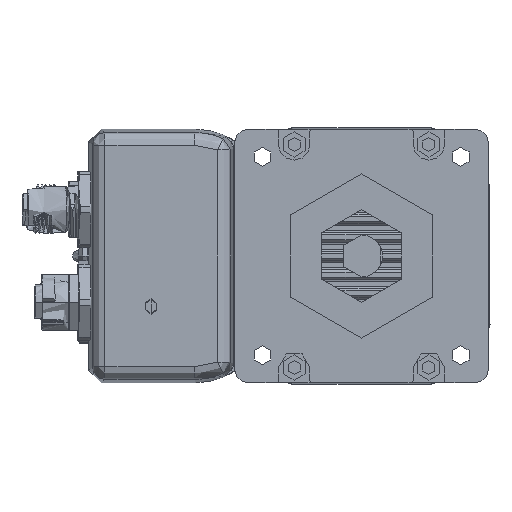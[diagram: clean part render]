
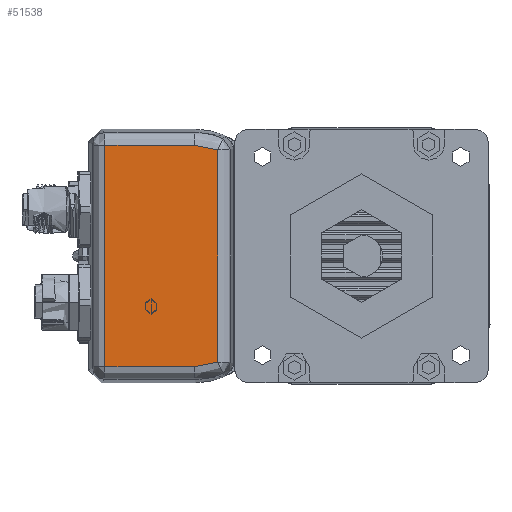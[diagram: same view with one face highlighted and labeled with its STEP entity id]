
A CAD part, front view. The second image highlights one B-rep face of the part: STEP entity #51538.
In plain terms, the highlighted planar face has unit normal (0, 1, 0).
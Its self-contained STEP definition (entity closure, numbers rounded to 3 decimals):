
#16 = CARTESIAN_POINT ( 'NONE',  ( -51.14, 50.391, -13.8 ) ) ;
#725 = ORIENTED_EDGE ( 'NONE', *, *, #22483, .F. ) ;
#980 = CARTESIAN_POINT ( 'NONE',  ( -37.176, 50.391, -12.368 ) ) ;
#2382 = VECTOR ( 'NONE', #4904, 1000. ) ;
#3444 = LINE ( 'NONE', #35014, #55429 ) ;
#3584 = CARTESIAN_POINT ( 'NONE',  ( -43.94, 50.391, -10.2 ) ) ;
#3625 = CARTESIAN_POINT ( 'NONE',  ( -32.53, 50.391, 25.556 ) ) ;
#4904 = DIRECTION ( 'NONE',  ( 0., 0., -1. ) ) ;
#8201 = EDGE_CURVE ( 'NONE', #56403, #46067, #3444, .T. ) ;
#8510 = CARTESIAN_POINT ( 'NONE',  ( -36.227, 50.391, 26.318 ) ) ;
#8696 = CARTESIAN_POINT ( 'NONE',  ( -47.54, 50.391, -10.2 ) ) ;
#8917 = CARTESIAN_POINT ( 'NONE',  ( -31.659, 50.391, 25.181 ) ) ;
#9489 = CARTESIAN_POINT ( 'NONE',  ( -58.496, 50.391, -26.318 ) ) ;
#9738 = ORIENTED_EDGE ( 'NONE', *, *, #13409, .T. ) ;
#10393 = CARTESIAN_POINT ( 'NONE',  ( -51.14, 50.391, -10.2 ) ) ;
#10714 = PLANE ( 'NONE',  #36467 ) ;
#11260 = CARTESIAN_POINT ( 'NONE',  ( -32.531, 50.391, -25.556 ) ) ;
#11942 = CARTESIAN_POINT ( 'NONE',  ( -47.54, 50.391, -13.8 ) ) ;
#12366 = EDGE_CURVE ( 'NONE', #53021, #39897, #13318, .T. ) ;
#13318 = LINE ( 'NONE', #33972, #65205 ) ;
#13409 = EDGE_CURVE ( 'NONE', #30079, #46067, #32705, .T. ) ;
#13745 = CARTESIAN_POINT ( 'NONE',  ( -47.54, 50.391, -13.8 ) ) ;
#13904 = DIRECTION ( 'NONE',  ( -1., 0., 0. ) ) ;
#14144 =( BOUNDED_CURVE ( )  B_SPLINE_CURVE ( 3, ( #8696, #3584, #33797, #13745 ),
 .UNSPECIFIED., .F., .F. ) 
 B_SPLINE_CURVE_WITH_KNOTS ( ( 4, 4 ),
 ( 0., 0.5 ),
 .UNSPECIFIED. ) 
 CURVE ( )  GEOMETRIC_REPRESENTATION_ITEM ( )  RATIONAL_B_SPLINE_CURVE ( ( 1., 0.333, 0.333, 1. ) ) 
 REPRESENTATION_ITEM ( '' )  );
#15835 = LINE ( 'NONE', #19901, #2382 ) ;
#16194 = DIRECTION ( 'NONE',  ( 0., 0., -1. ) ) ;
#16306 = CARTESIAN_POINT ( 'NONE',  ( -31.659, 50.391, -25.181 ) ) ;
#17963 = EDGE_CURVE ( 'NONE', #39203, #48261, #14144, .T. ) ;
#18644 = CARTESIAN_POINT ( 'NONE',  ( -37.176, 50.391, 26.318 ) ) ;
#19244 = ORIENTED_EDGE ( 'NONE', *, *, #49281, .T. ) ;
#19296 = ORIENTED_EDGE ( 'NONE', *, *, #43454, .T. ) ;
#19518 = CARTESIAN_POINT ( 'NONE',  ( -31.659, 50.391, -12.368 ) ) ;
#19625 = ORIENTED_EDGE ( 'NONE', *, *, #17963, .F. ) ;
#19901 = CARTESIAN_POINT ( 'NONE',  ( -58.496, 50.391, -12.368 ) ) ;
#20337 = CARTESIAN_POINT ( 'NONE',  ( -37.176, 50.391, 26.318 ) ) ;
#21356 = CARTESIAN_POINT ( 'NONE',  ( -36.228, 50.391, -26.318 ) ) ;
#22483 = EDGE_CURVE ( 'NONE', #39897, #56403, #15835, .T. ) ;
#24565 = ORIENTED_EDGE ( 'NONE', *, *, #60914, .F. ) ;
#28208 = FACE_OUTER_BOUND ( 'NONE', #40361, .T. ) ;
#30079 = VERTEX_POINT ( 'NONE', #53971 ) ;
#30402 = CARTESIAN_POINT ( 'NONE',  ( -47.54, 50.391, -13.8 ) ) ;
#32705 = B_SPLINE_CURVE_WITH_KNOTS ( 'NONE', 3,
 ( #16306, #11260, #55030, #51485, #21356, #56538 ),
 .UNSPECIFIED., .F., .F.,
 ( 4, 2, 4 ),
 ( 0., 0.5, 1. ),
 .UNSPECIFIED. ) ;
#32810 = ORIENTED_EDGE ( 'NONE', *, *, #12366, .F. ) ;
#33047 = VECTOR ( 'NONE', #54706, 1000. ) ;
#33797 = CARTESIAN_POINT ( 'NONE',  ( -43.94, 50.391, -13.8 ) ) ;
#33839 = CARTESIAN_POINT ( 'NONE',  ( -33.43, 50.391, 25.839 ) ) ;
#33972 = CARTESIAN_POINT ( 'NONE',  ( -37.176, 50.391, 26.318 ) ) ;
#34033 = VERTEX_POINT ( 'NONE', #8917 ) ;
#35014 = CARTESIAN_POINT ( 'NONE',  ( -37.176, 50.391, -26.318 ) ) ;
#36467 = AXIS2_PLACEMENT_3D ( 'NONE', #980, #46363, #16194 ) ;
#38917 = CARTESIAN_POINT ( 'NONE',  ( -31.659, 50.391, 25.181 ) ) ;
#39203 = VERTEX_POINT ( 'NONE', #49174 ) ;
#39897 = VERTEX_POINT ( 'NONE', #41904 ) ;
#40075 = DIRECTION ( 'NONE',  ( 1., 0., 0. ) ) ;
#40361 = EDGE_LOOP ( 'NONE', ( #62190, #725, #32810, #19244, #19296, #9738 ) ) ;
#41904 = CARTESIAN_POINT ( 'NONE',  ( -58.496, 50.391, 26.318 ) ) ;
#43454 = EDGE_CURVE ( 'NONE', #34033, #30079, #58191, .T. ) ;
#45613 = CARTESIAN_POINT ( 'NONE',  ( -47.54, 50.391, -10.2 ) ) ;
#46067 = VERTEX_POINT ( 'NONE', #58465 ) ;
#46363 = DIRECTION ( 'NONE',  ( 0., -1., 0. ) ) ;
#47576 = B_SPLINE_CURVE_WITH_KNOTS ( 'NONE', 3,
 ( #18644, #8510, #63909, #33839, #3625, #38917 ),
 .UNSPECIFIED., .F., .F.,
 ( 4, 2, 4 ),
 ( 0., 0.5, 1. ),
 .UNSPECIFIED. ) ;
#48261 = VERTEX_POINT ( 'NONE', #11942 ) ;
#49174 = CARTESIAN_POINT ( 'NONE',  ( -47.54, 50.391, -10.2 ) ) ;
#49281 = EDGE_CURVE ( 'NONE', #53021, #34033, #47576, .T. ) ;
#49547 = EDGE_LOOP ( 'NONE', ( #19625, #24565 ) ) ;
#51485 = CARTESIAN_POINT ( 'NONE',  ( -35.289, 50.391, -26.222 ) ) ;
#51538 = ADVANCED_FACE ( 'NONE', ( #28208, #53440 ), #10714, .F. ) ;
#53021 = VERTEX_POINT ( 'NONE', #20337 ) ;
#53440 = FACE_BOUND ( 'NONE', #49547, .T. ) ;
#53971 = CARTESIAN_POINT ( 'NONE',  ( -31.659, 50.391, -25.181 ) ) ;
#54706 = DIRECTION ( 'NONE',  ( 0., 0., -1. ) ) ;
#55030 = CARTESIAN_POINT ( 'NONE',  ( -33.43, 50.391, -25.839 ) ) ;
#55429 = VECTOR ( 'NONE', #40075, 1000. ) ;
#56403 = VERTEX_POINT ( 'NONE', #9489 ) ;
#56538 = CARTESIAN_POINT ( 'NONE',  ( -37.176, 50.391, -26.318 ) ) ;
#57438 =( BOUNDED_CURVE ( )  B_SPLINE_CURVE ( 3, ( #30402, #16, #10393, #45613 ),
 .UNSPECIFIED., .F., .F. ) 
 B_SPLINE_CURVE_WITH_KNOTS ( ( 4, 4 ),
 ( 0.5, 1. ),
 .UNSPECIFIED. ) 
 CURVE ( )  GEOMETRIC_REPRESENTATION_ITEM ( )  RATIONAL_B_SPLINE_CURVE ( ( 1., 0.333, 0.333, 1. ) ) 
 REPRESENTATION_ITEM ( '' )  );
#58191 = LINE ( 'NONE', #19518, #33047 ) ;
#58465 = CARTESIAN_POINT ( 'NONE',  ( -37.176, 50.391, -26.318 ) ) ;
#60914 = EDGE_CURVE ( 'NONE', #48261, #39203, #57438, .T. ) ;
#62190 = ORIENTED_EDGE ( 'NONE', *, *, #8201, .F. ) ;
#63909 = CARTESIAN_POINT ( 'NONE',  ( -35.289, 50.391, 26.222 ) ) ;
#65205 = VECTOR ( 'NONE', #13904, 1000. ) ;
